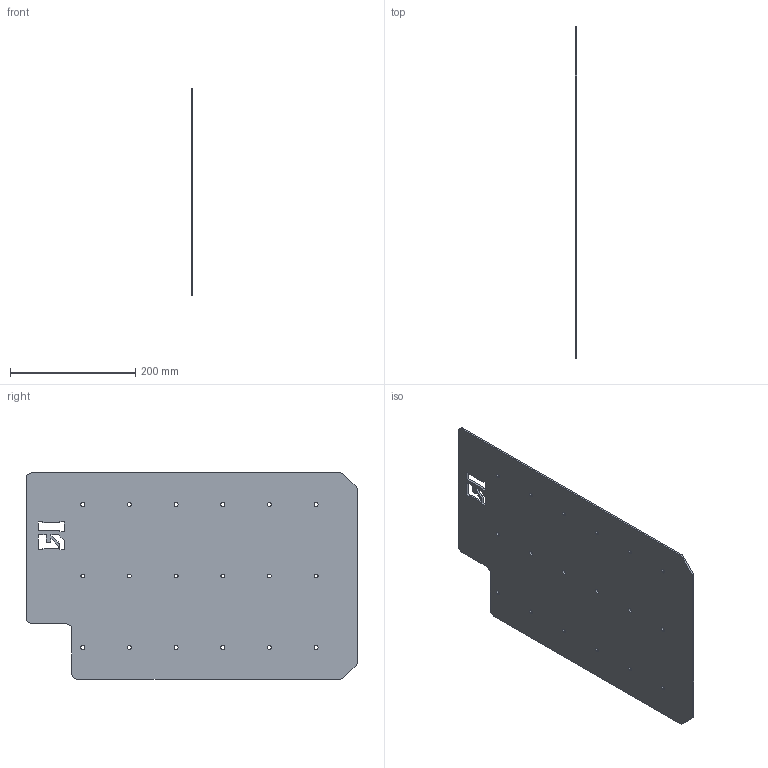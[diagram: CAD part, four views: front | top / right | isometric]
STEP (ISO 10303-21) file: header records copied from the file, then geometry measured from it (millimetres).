
FILE_DESCRIPTION(/* description */ (''),/* implementation_level */ '2;1');
FILE_NAME(/* name */ 'Control Panel-Right.step',/* time_stamp */ '2022-11-02T15:53:13-05:00',/* author */ (''),/* organization */ (''),/* preprocessor_version */ 'ST-DEVELOPER v19.2',/* originating_system */ 'Autodesk Translation Framework v11.17.0.187',/* authorisation */ '');
FILE_SCHEMA (('AUTOMOTIVE_DESIGN { 1 0 10303 214 3 1 1 }'));
Length unit declared in the file: millimetre
Products named in the file (1): FusionComponent
Bounding box: 3.17 x 530.23 x 330.2 mm (x, y, z)
Volume: 527170.5 mm3; surface area: 339527 mm2
Topology: 1 solids, 1 shells, 65 faces, 189 edges, 126 vertices
Faces by surface type: plane 39, cylinder 26
Full cylindrical faces by diameter (mm): 6.35 x18
Entity records: 2288 total; most frequent: CARTESIAN_POINT 381, ORIENTED_EDGE 378, DIRECTION 373, EDGE_CURVE 189, LINE 137, VECTOR 137, VERTEX_POINT 126, AXIS2_PLACEMENT_3D 118
